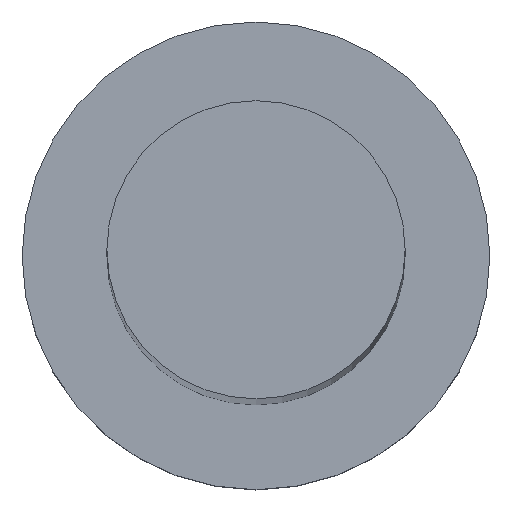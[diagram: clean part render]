
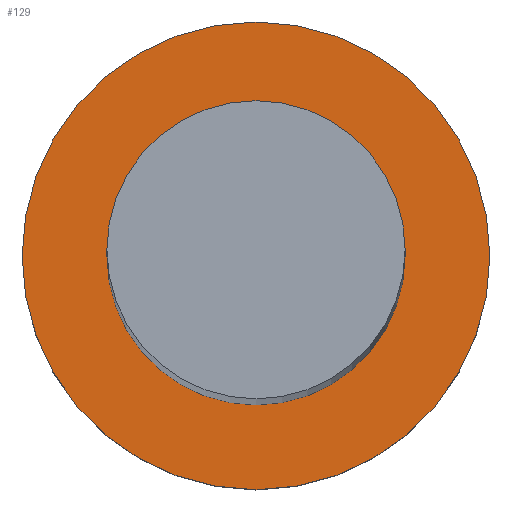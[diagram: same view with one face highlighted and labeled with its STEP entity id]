
A CAD part, top view. The second image highlights one B-rep face of the part: STEP entity #129.
In plain terms, the highlighted planar face has unit normal (0, 0, 1).
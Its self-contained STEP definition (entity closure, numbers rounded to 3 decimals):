
#6 = EDGE_CURVE ( 'NONE', #34, #216, #200, .T. ) ;
#8 = CARTESIAN_POINT ( 'NONE',  ( 0., 0., 5. ) ) ;
#16 = ORIENTED_EDGE ( 'NONE', *, *, #157, .F. ) ;
#27 = DIRECTION ( 'NONE',  ( 0., 0., 1. ) ) ;
#34 = VERTEX_POINT ( 'NONE', #239 ) ;
#44 = DIRECTION ( 'NONE',  ( 0., 0., 1. ) ) ;
#74 = AXIS2_PLACEMENT_3D ( 'NONE', #8, #27, #241 ) ;
#75 = EDGE_LOOP ( 'NONE', ( #237, #16 ) ) ;
#79 = ORIENTED_EDGE ( 'NONE', *, *, #253, .T. ) ;
#83 = CARTESIAN_POINT ( 'NONE',  ( 0., 0., 5. ) ) ;
#87 = AXIS2_PLACEMENT_3D ( 'NONE', #141, #138, #254 ) ;
#94 = CARTESIAN_POINT ( 'NONE',  ( 5.1, 0., 5. ) ) ;
#95 = AXIS2_PLACEMENT_3D ( 'NONE', #83, #221, #182 ) ;
#100 = EDGE_CURVE ( 'NONE', #172, #213, #183, .T. ) ;
#104 = CARTESIAN_POINT ( 'NONE',  ( 0., 0., 5. ) ) ;
#128 = DIRECTION ( 'NONE',  ( 0., 0., 1. ) ) ;
#129 = ADVANCED_FACE ( 'NONE', ( #218, #203 ), #223, .T. ) ;
#138 = DIRECTION ( 'NONE',  ( 0., 0., 1. ) ) ;
#141 = CARTESIAN_POINT ( 'NONE',  ( 0., 0., 5. ) ) ;
#142 = AXIS2_PLACEMENT_3D ( 'NONE', #104, #44, #219 ) ;
#157 = EDGE_CURVE ( 'NONE', #213, #172, #184, .T. ) ;
#166 = CARTESIAN_POINT ( 'NONE',  ( -8., 0., 5. ) ) ;
#169 = CARTESIAN_POINT ( 'NONE',  ( 0., 0., 5. ) ) ;
#172 = VERTEX_POINT ( 'NONE', #243 ) ;
#182 = DIRECTION ( 'NONE',  ( 1., 0., 0. ) ) ;
#183 = CIRCLE ( 'NONE', #95, 5.1 ) ;
#184 = CIRCLE ( 'NONE', #74, 5.1 ) ;
#194 = ORIENTED_EDGE ( 'NONE', *, *, #6, .T. ) ;
#200 = CIRCLE ( 'NONE', #87, 8. ) ;
#203 = FACE_OUTER_BOUND ( 'NONE', #252, .T. ) ;
#208 = CIRCLE ( 'NONE', #226, 8. ) ;
#213 = VERTEX_POINT ( 'NONE', #94 ) ;
#216 = VERTEX_POINT ( 'NONE', #166 ) ;
#218 = FACE_BOUND ( 'NONE', #75, .T. ) ;
#219 = DIRECTION ( 'NONE',  ( 1., 0., 0. ) ) ;
#221 = DIRECTION ( 'NONE',  ( 0., 0., 1. ) ) ;
#223 = PLANE ( 'NONE',  #142 ) ;
#226 = AXIS2_PLACEMENT_3D ( 'NONE', #169, #128, #231 ) ;
#231 = DIRECTION ( 'NONE',  ( 1., 0., 0. ) ) ;
#237 = ORIENTED_EDGE ( 'NONE', *, *, #100, .F. ) ;
#239 = CARTESIAN_POINT ( 'NONE',  ( 8., 0., 5. ) ) ;
#241 = DIRECTION ( 'NONE',  ( 1., 0., 0. ) ) ;
#243 = CARTESIAN_POINT ( 'NONE',  ( -5.1, 0., 5. ) ) ;
#252 = EDGE_LOOP ( 'NONE', ( #79, #194 ) ) ;
#253 = EDGE_CURVE ( 'NONE', #216, #34, #208, .T. ) ;
#254 = DIRECTION ( 'NONE',  ( 1., 0., 0. ) ) ;
